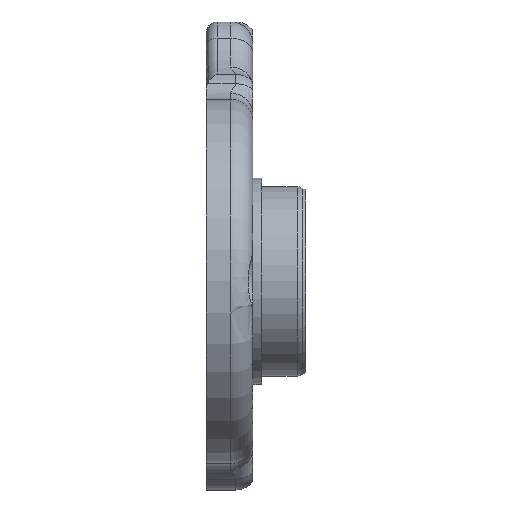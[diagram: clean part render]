
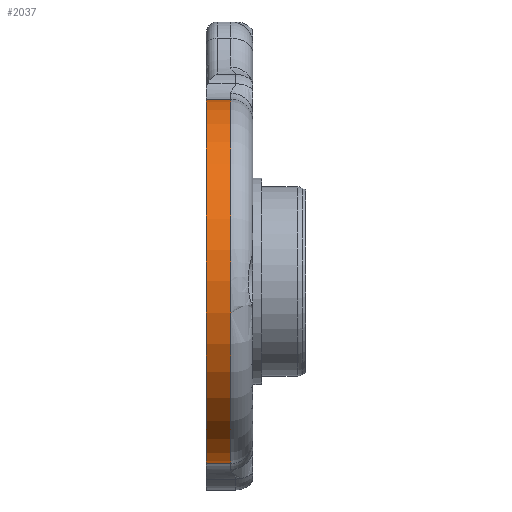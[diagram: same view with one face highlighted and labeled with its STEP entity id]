
A CAD part, front view. The second image highlights one B-rep face of the part: STEP entity #2037.
In plain terms, the highlighted cylindrical face has radius 16.5 mm (diameter 33 mm), a partial arc.
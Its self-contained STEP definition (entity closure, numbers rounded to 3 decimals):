
#576 = DIRECTION ( 'NONE',  ( -1., 0., 0. ) ) ;
#650 = DIRECTION ( 'NONE',  ( -1., 0., 0. ) ) ;
#659 = VERTEX_POINT ( 'NONE', #5741 ) ;
#730 = EDGE_CURVE ( 'NONE', #6730, #659, #6794, .T. ) ;
#1425 = DIRECTION ( 'NONE',  ( -1., 0., 0. ) ) ;
#1486 = CARTESIAN_POINT ( 'NONE',  ( 34., -12.3, 0. ) ) ;
#1498 = CARTESIAN_POINT ( 'NONE',  ( 36., -12.3, 0. ) ) ;
#2037 = ADVANCED_FACE ( 'NONE', ( #3942 ), #2079, .T. ) ;
#2079 = CYLINDRICAL_SURFACE ( 'NONE', #6549, 16.5 ) ;
#2083 = VERTEX_POINT ( 'NONE', #2771 ) ;
#2442 = AXIS2_PLACEMENT_3D ( 'NONE', #4952, #5504, #4867 ) ;
#2514 = CARTESIAN_POINT ( 'NONE',  ( 34., -12.3, -16.5 ) ) ;
#2733 = AXIS2_PLACEMENT_3D ( 'NONE', #1486, #3998, #2924 ) ;
#2771 = CARTESIAN_POINT ( 'NONE',  ( 31.8, -12.3, 16.5 ) ) ;
#2891 = EDGE_CURVE ( 'NONE', #659, #2083, #7604, .T. ) ;
#2924 = DIRECTION ( 'NONE',  ( 0., 0., -1. ) ) ;
#3247 = VECTOR ( 'NONE', #650, 1000. ) ;
#3740 = VECTOR ( 'NONE', #576, 1000. ) ;
#3789 = LINE ( 'NONE', #6938, #3740 ) ;
#3830 = CARTESIAN_POINT ( 'NONE',  ( 34., -12.3, 16.5 ) ) ;
#3942 = FACE_OUTER_BOUND ( 'NONE', #4441, .T. ) ;
#3998 = DIRECTION ( 'NONE',  ( -1., 0., 0. ) ) ;
#4316 = CARTESIAN_POINT ( 'NONE',  ( 36., -12.3, -16.5 ) ) ;
#4441 = EDGE_LOOP ( 'NONE', ( #7749, #7086, #7728, #6827 ) ) ;
#4867 = DIRECTION ( 'NONE',  ( 0., 0., 1. ) ) ;
#4952 = CARTESIAN_POINT ( 'NONE',  ( 31.8, -12.3, 0. ) ) ;
#5181 = DIRECTION ( 'NONE',  ( 0., 0., 1. ) ) ;
#5504 = DIRECTION ( 'NONE',  ( -1., 0., 0. ) ) ;
#5741 = CARTESIAN_POINT ( 'NONE',  ( 31.8, -12.3, -16.5 ) ) ;
#5843 = VERTEX_POINT ( 'NONE', #3830 ) ;
#6315 = CIRCLE ( 'NONE', #2733, 16.5 ) ;
#6398 = EDGE_CURVE ( 'NONE', #6730, #5843, #6315, .T. ) ;
#6549 = AXIS2_PLACEMENT_3D ( 'NONE', #1498, #1425, #5181 ) ;
#6730 = VERTEX_POINT ( 'NONE', #2514 ) ;
#6794 = LINE ( 'NONE', #4316, #3247 ) ;
#6827 = ORIENTED_EDGE ( 'NONE', *, *, #2891, .F. ) ;
#6938 = CARTESIAN_POINT ( 'NONE',  ( 36., -12.3, 16.5 ) ) ;
#7086 = ORIENTED_EDGE ( 'NONE', *, *, #6398, .T. ) ;
#7604 = CIRCLE ( 'NONE', #2442, 16.5 ) ;
#7728 = ORIENTED_EDGE ( 'NONE', *, *, #7765, .T. ) ;
#7749 = ORIENTED_EDGE ( 'NONE', *, *, #730, .F. ) ;
#7765 = EDGE_CURVE ( 'NONE', #5843, #2083, #3789, .T. ) ;
